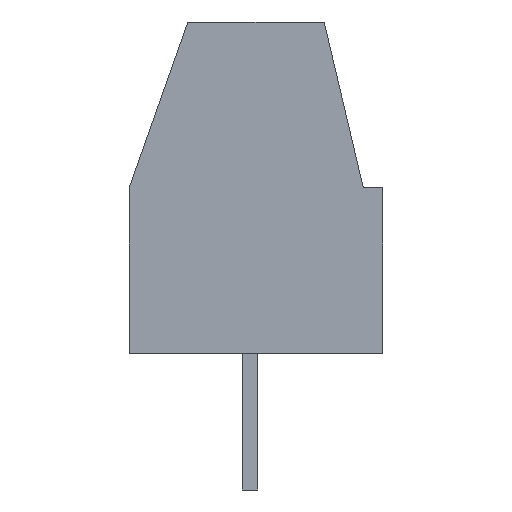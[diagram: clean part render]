
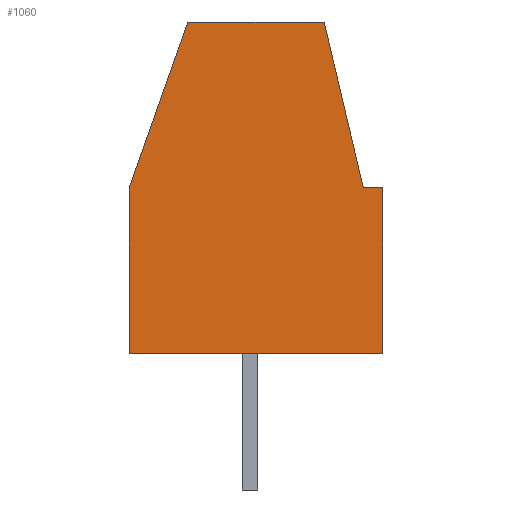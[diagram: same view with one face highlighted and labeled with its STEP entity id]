
A CAD part, left-side view. The second image highlights one B-rep face of the part: STEP entity #1060.
In plain terms, the highlighted planar face has unit normal (-1, 0, 0).
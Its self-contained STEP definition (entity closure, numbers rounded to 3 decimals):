
#22 = VERTEX_POINT('',#23);
#23 = CARTESIAN_POINT('',(-0.99,1.6,8.5));
#40 = VERTEX_POINT('',#41);
#41 = CARTESIAN_POINT('',(-0.99,-1.9,8.5));
#47 = EDGE_CURVE('',#40,#22,#48,.T.);
#48 = LINE('',#49,#50);
#49 = CARTESIAN_POINT('',(-0.99,-1.9,8.5));
#50 = VECTOR('',#51,1.);
#51 = DIRECTION('',(0.,1.,0.));
#1033 = EDGE_CURVE('',#22,#1034,#1036,.T.);
#1034 = VERTEX_POINT('',#1035);
#1035 = CARTESIAN_POINT('',(-0.99,3.1,4.25));
#1036 = LINE('',#1037,#1038);
#1037 = CARTESIAN_POINT('',(-0.99,1.6,8.5));
#1038 = VECTOR('',#1039,1.);
#1039 = DIRECTION('',(0.,0.333,-0.943));
#1060 = ADVANCED_FACE('',(#1061),#1103,.F.);
#1061 = FACE_BOUND('',#1062,.F.);
#1062 = EDGE_LOOP('',(#1063,#1064,#1072,#1080,#1088,#1096,#1102));
#1063 = ORIENTED_EDGE('',*,*,#47,.F.);
#1064 = ORIENTED_EDGE('',*,*,#1065,.F.);
#1065 = EDGE_CURVE('',#1066,#40,#1068,.T.);
#1066 = VERTEX_POINT('',#1067);
#1067 = CARTESIAN_POINT('',(-0.99,-2.9,4.25));
#1068 = LINE('',#1069,#1070);
#1069 = CARTESIAN_POINT('',(-0.99,-2.9,4.25));
#1070 = VECTOR('',#1071,1.);
#1071 = DIRECTION('',(0.,0.229,0.973));
#1072 = ORIENTED_EDGE('',*,*,#1073,.F.);
#1073 = EDGE_CURVE('',#1074,#1066,#1076,.T.);
#1074 = VERTEX_POINT('',#1075);
#1075 = CARTESIAN_POINT('',(-0.99,-3.4,4.25));
#1076 = LINE('',#1077,#1078);
#1077 = CARTESIAN_POINT('',(-0.99,-3.4,4.25));
#1078 = VECTOR('',#1079,1.);
#1079 = DIRECTION('',(0.,1.,0.));
#1080 = ORIENTED_EDGE('',*,*,#1081,.F.);
#1081 = EDGE_CURVE('',#1082,#1074,#1084,.T.);
#1082 = VERTEX_POINT('',#1083);
#1083 = CARTESIAN_POINT('',(-0.99,-3.4,0.));
#1084 = LINE('',#1085,#1086);
#1085 = CARTESIAN_POINT('',(-0.99,-3.4,0.));
#1086 = VECTOR('',#1087,1.);
#1087 = DIRECTION('',(0.,0.,1.));
#1088 = ORIENTED_EDGE('',*,*,#1089,.F.);
#1089 = EDGE_CURVE('',#1090,#1082,#1092,.T.);
#1090 = VERTEX_POINT('',#1091);
#1091 = CARTESIAN_POINT('',(-0.99,3.1,0.));
#1092 = LINE('',#1093,#1094);
#1093 = CARTESIAN_POINT('',(-0.99,3.1,0.));
#1094 = VECTOR('',#1095,1.);
#1095 = DIRECTION('',(0.,-1.,0.));
#1096 = ORIENTED_EDGE('',*,*,#1097,.F.);
#1097 = EDGE_CURVE('',#1034,#1090,#1098,.T.);
#1098 = LINE('',#1099,#1100);
#1099 = CARTESIAN_POINT('',(-0.99,3.1,4.25));
#1100 = VECTOR('',#1101,1.);
#1101 = DIRECTION('',(0.,0.,-1.));
#1102 = ORIENTED_EDGE('',*,*,#1033,.F.);
#1103 = PLANE('',#1104);
#1104 = AXIS2_PLACEMENT_3D('',#1105,#1106,#1107);
#1105 = CARTESIAN_POINT('',(-0.99,-0.152,3.821));
#1106 = DIRECTION('',(1.,0.,0.));
#1107 = DIRECTION('',(0.,0.,1.));
